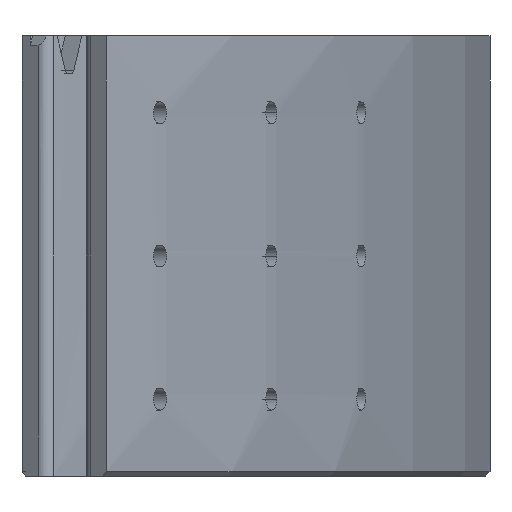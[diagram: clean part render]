
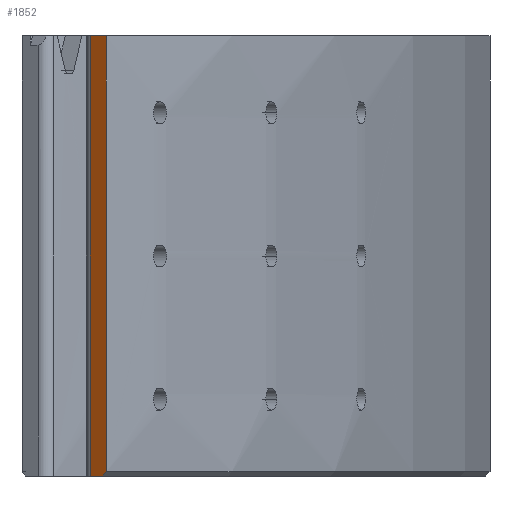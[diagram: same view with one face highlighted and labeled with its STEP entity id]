
A CAD part, left-side view. The second image highlights one B-rep face of the part: STEP entity #1852.
In plain terms, the highlighted planar face has unit normal (-0.766, 0.643, 0).
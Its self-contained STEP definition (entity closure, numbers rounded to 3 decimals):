
#22 = VERTEX_POINT('',#23);
#23 = CARTESIAN_POINT('',(-96.418,-114.907,
    0.));
#32 = EDGE_CURVE('',#33,#22,#35,.T.);
#33 = VERTEX_POINT('',#34);
#34 = CARTESIAN_POINT('',(-96.418,-114.907,-39.6));
#35 = LINE('',#36,#37);
#36 = CARTESIAN_POINT('',(-96.418,-114.907,-40.));
#37 = VECTOR('',#38,1.);
#38 = DIRECTION('',(0.,0.,1.));
#592 = EDGE_CURVE('',#22,#593,#595,.T.);
#593 = VERTEX_POINT('',#594);
#594 = CARTESIAN_POINT('',(-95.197,-113.451,
    0.));
#595 = LINE('',#596,#597);
#596 = CARTESIAN_POINT('',(-47.598,-56.726,
    0.));
#597 = VECTOR('',#598,1.);
#598 = DIRECTION('',(0.643,0.766,0.)
  );
#1852 = ADVANCED_FACE('',(#1853),#1879,.F.);
#1853 = FACE_BOUND('',#1854,.F.);
#1854 = EDGE_LOOP('',(#1855,#1865,#1871,#1872,#1873));
#1855 = ORIENTED_EDGE('',*,*,#1856,.F.);
#1856 = EDGE_CURVE('',#1857,#1859,#1861,.T.);
#1857 = VERTEX_POINT('',#1858);
#1858 = CARTESIAN_POINT('',(-95.197,-113.451,-40.));
#1859 = VERTEX_POINT('',#1860);
#1860 = CARTESIAN_POINT('',(-96.161,-114.6,-40.));
#1861 = LINE('',#1862,#1863);
#1862 = CARTESIAN_POINT('',(-65.492,-78.051,-40.));
#1863 = VECTOR('',#1864,1.);
#1864 = DIRECTION('',(-0.643,-0.766,0.
    ));
#1865 = ORIENTED_EDGE('',*,*,#1866,.T.);
#1866 = EDGE_CURVE('',#1857,#593,#1867,.T.);
#1867 = LINE('',#1868,#1869);
#1868 = CARTESIAN_POINT('',(-95.197,-113.451,-41.));
#1869 = VECTOR('',#1870,1.);
#1870 = DIRECTION('',(0.,0.,1.));
#1871 = ORIENTED_EDGE('',*,*,#592,.F.);
#1872 = ORIENTED_EDGE('',*,*,#32,.F.);
#1873 = ORIENTED_EDGE('',*,*,#1874,.F.);
#1874 = EDGE_CURVE('',#1859,#33,#1875,.T.);
#1875 = LINE('',#1876,#1877);
#1876 = CARTESIAN_POINT('',(0.,0.,
    -189.6));
#1877 = VECTOR('',#1878,1.);
#1878 = DIRECTION('',(-0.455,-0.542,0.707));
#1879 = PLANE('',#1880);
#1880 = AXIS2_PLACEMENT_3D('',#1881,#1882,#1883);
#1881 = CARTESIAN_POINT('',(-95.197,-113.451,-41.));
#1882 = DIRECTION('',(0.766,-0.643,0.));
#1883 = DIRECTION('',(-0.643,-0.766,0.));
